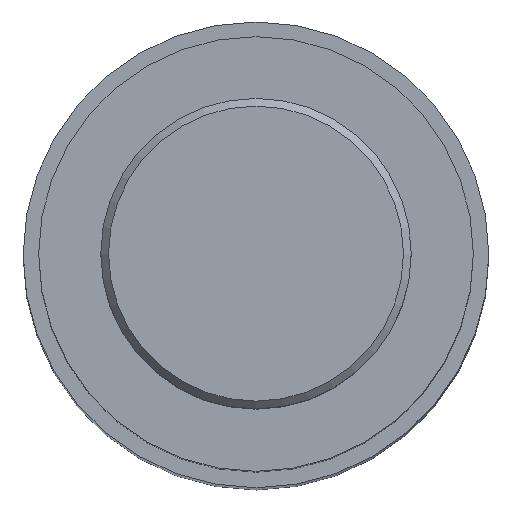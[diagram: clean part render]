
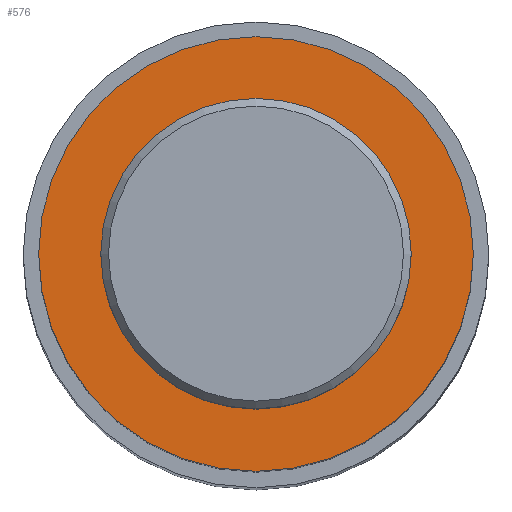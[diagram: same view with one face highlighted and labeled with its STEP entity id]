
A CAD part, top view. The second image highlights one B-rep face of the part: STEP entity #576.
In plain terms, the highlighted planar face has unit normal (0, 0, 1).
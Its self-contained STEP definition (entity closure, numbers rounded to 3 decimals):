
#280=CARTESIAN_POINT('',(10.,0.,143.8));
#281=VERTEX_POINT('',#280);
#282=CARTESIAN_POINT('',(-10.,0.,143.8));
#283=VERTEX_POINT('',#282);
#284=CARTESIAN_POINT('',(0.,0.,143.8));
#285=DIRECTION('',(1.,0.,0.));
#286=DIRECTION('',(0.,0.,1.));
#287=AXIS2_PLACEMENT_3D('',#284,#286,#285);
#288=CIRCLE('',#287,10.);
#289=EDGE_CURVE('',#281,#283,#288,.T.);
#300=CARTESIAN_POINT('',(0.,0.,143.8));
#301=DIRECTION('',(-1.,0.,0.));
#302=DIRECTION('',(0.,0.,1.));
#303=AXIS2_PLACEMENT_3D('',#300,#302,#301);
#304=CIRCLE('',#303,10.);
#305=EDGE_CURVE('',#283,#281,#304,.T.);
#517=CARTESIAN_POINT('',(14.,0.,143.8));
#518=VERTEX_POINT('',#517);
#519=CARTESIAN_POINT('',(-14.,0.,143.8));
#520=VERTEX_POINT('',#519);
#521=CARTESIAN_POINT('',(0.,0.,143.8));
#522=DIRECTION('',(1.,0.,0.));
#523=DIRECTION('',(0.,0.,-1.));
#524=AXIS2_PLACEMENT_3D('',#521,#523,#522);
#525=CIRCLE('',#524,14.);
#526=EDGE_CURVE('',#518,#520,#525,.T.);
#553=CARTESIAN_POINT('',(0.,0.,143.8));
#554=DIRECTION('',(-1.,0.,0.));
#555=DIRECTION('',(0.,0.,-1.));
#556=AXIS2_PLACEMENT_3D('',#553,#555,#554);
#557=CIRCLE('',#556,14.);
#558=EDGE_CURVE('',#520,#518,#557,.T.);
#563=CARTESIAN_POINT('',(0.,0.,143.8));
#564=DIRECTION('',(1.,0.,0.));
#565=DIRECTION('',(0.,0.,1.));
#566=AXIS2_PLACEMENT_3D('',#563,#565,#564);
#567=PLANE('',#566);
#568=ORIENTED_EDGE('',*,*,#558,.F.);
#569=ORIENTED_EDGE('',*,*,#526,.F.);
#570=EDGE_LOOP('',(#568,#569));
#571=FACE_OUTER_BOUND('',#570,.T.);
#572=ORIENTED_EDGE('',*,*,#305,.F.);
#573=ORIENTED_EDGE('',*,*,#289,.F.);
#574=EDGE_LOOP('',(#572,#573));
#575=FACE_BOUND('',#574,.T.);
#576=ADVANCED_FACE('F17',(#571,#575),#567,.T.);
